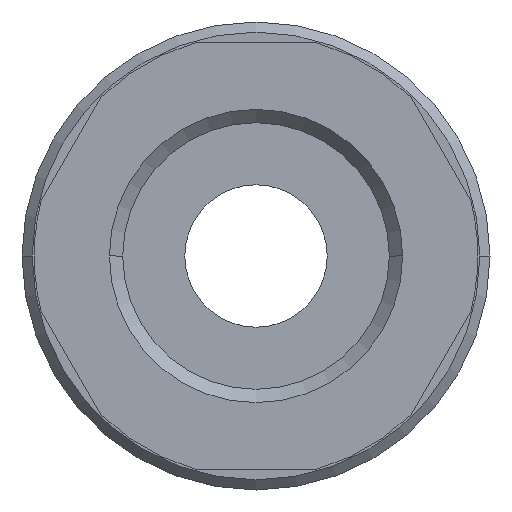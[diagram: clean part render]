
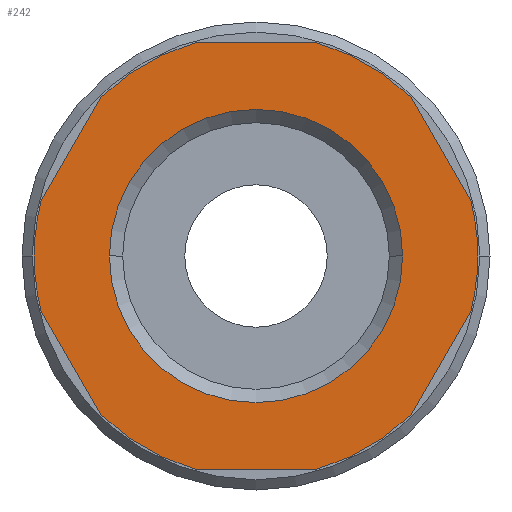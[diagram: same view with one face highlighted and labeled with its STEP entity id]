
A CAD part, front view. The second image highlights one B-rep face of the part: STEP entity #242.
In plain terms, the highlighted planar face has unit normal (0, -1, 0).
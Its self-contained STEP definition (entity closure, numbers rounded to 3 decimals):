
#242=ADVANCED_FACE('',(#535,#536),#537,.T.);
#535=FACE_BOUND('',#874,.T.);
#536=FACE_OUTER_BOUND('',#875,.T.);
#537=PLANE('',#876);
#874=EDGE_LOOP('',(#1491,#1492));
#875=EDGE_LOOP('',(#1493,#1494,#1495,#1496,#1497,#1498,#1499,#1500,#1501,#1502,#1503,#1504,#1505,#1506));
#876=AXIS2_PLACEMENT_3D('',#1507,#1508,#1509);
#1491=ORIENTED_EDGE('',*,*,#1912,.T.);
#1492=ORIENTED_EDGE('',*,*,#2111,.T.);
#1493=ORIENTED_EDGE('',*,*,#2134,.T.);
#1494=ORIENTED_EDGE('',*,*,#1919,.F.);
#1495=ORIENTED_EDGE('',*,*,#2135,.T.);
#1496=ORIENTED_EDGE('',*,*,#2001,.F.);
#1497=ORIENTED_EDGE('',*,*,#1982,.T.);
#1498=ORIENTED_EDGE('',*,*,#2136,.F.);
#1499=ORIENTED_EDGE('',*,*,#2137,.F.);
#1500=ORIENTED_EDGE('',*,*,#2138,.T.);
#1501=ORIENTED_EDGE('',*,*,#1939,.F.);
#1502=ORIENTED_EDGE('',*,*,#2139,.T.);
#1503=ORIENTED_EDGE('',*,*,#1979,.F.);
#1504=ORIENTED_EDGE('',*,*,#2140,.T.);
#1505=ORIENTED_EDGE('',*,*,#2141,.F.);
#1506=ORIENTED_EDGE('',*,*,#2142,.F.);
#1507=CARTESIAN_POINT('',(5.45,0.0,0.0));
#1508=DIRECTION('',(-0.0,-1.0,-0.0));
#1509=DIRECTION('',(-1.0,0.0,0.0));
#1912=EDGE_CURVE('',#2248,#2246,#2249,.T.);
#1919=EDGE_CURVE('',#2259,#2254,#2261,.T.);
#1939=EDGE_CURVE('',#2295,#2290,#2297,.T.);
#1979=EDGE_CURVE('',#2365,#2360,#2367,.T.);
#1982=EDGE_CURVE('',#2372,#2369,#2373,.T.);
#2001=EDGE_CURVE('',#2372,#2398,#2402,.T.);
#2111=EDGE_CURVE('',#2246,#2248,#2553,.T.);
#2134=EDGE_CURVE('',#2586,#2254,#2587,.T.);
#2135=EDGE_CURVE('',#2259,#2398,#2588,.T.);
#2136=EDGE_CURVE('',#2589,#2369,#2590,.T.);
#2137=EDGE_CURVE('',#2591,#2589,#2592,.T.);
#2138=EDGE_CURVE('',#2591,#2290,#2593,.T.);
#2139=EDGE_CURVE('',#2295,#2360,#2594,.T.);
#2140=EDGE_CURVE('',#2365,#2595,#2596,.T.);
#2141=EDGE_CURVE('',#2597,#2595,#2598,.T.);
#2142=EDGE_CURVE('',#2586,#2597,#2599,.T.);
#2246=VERTEX_POINT('',#2716);
#2248=VERTEX_POINT('',#2719);
#2249=CIRCLE('',#2720,7.205);
#2254=VERTEX_POINT('',#2726);
#2259=VERTEX_POINT('',#2732);
#2261=CIRCLE('',#2735,10.9);
#2290=VERTEX_POINT('',#2770);
#2295=VERTEX_POINT('',#2776);
#2297=CIRCLE('',#2779,10.9);
#2360=VERTEX_POINT('',#2914);
#2365=VERTEX_POINT('',#2920);
#2367=CIRCLE('',#2923,10.9);
#2369=VERTEX_POINT('',#2925);
#2372=VERTEX_POINT('',#2929);
#2373=LINE('',#2930,#2931);
#2398=VERTEX_POINT('',#2982);
#2402=CIRCLE('',#2987,10.9);
#2553=CIRCLE('',#3320,7.205);
#2586=VERTEX_POINT('',#3359);
#2587=LINE('',#3360,#3361);
#2588=LINE('',#3362,#3363);
#2589=VERTEX_POINT('',#3364);
#2590=CIRCLE('',#3365,10.9);
#2591=VERTEX_POINT('',#3366);
#2592=CIRCLE('',#3367,10.9);
#2593=LINE('',#3368,#3369);
#2594=LINE('',#3370,#3371);
#2595=VERTEX_POINT('',#3372);
#2596=LINE('',#3373,#3374);
#2597=VERTEX_POINT('',#3375);
#2598=CIRCLE('',#3376,10.9);
#2599=CIRCLE('',#3377,10.9);
#2716=CARTESIAN_POINT('',(7.205,0.0,0.));
#2719=CARTESIAN_POINT('',(-7.205,0.0,0.));
#2720=AXIS2_PLACEMENT_3D('',#3541,#3542,#3543);
#2726=CARTESIAN_POINT('',(-7.63,0.0,-7.784));
#2732=CARTESIAN_POINT('',(-2.926,0.0,-10.5));
#2735=AXIS2_PLACEMENT_3D('',#3553,#3554,#3555);
#2770=CARTESIAN_POINT('',(7.63,0.0,7.784));
#2776=CARTESIAN_POINT('',(2.926,0.0,10.5));
#2779=AXIS2_PLACEMENT_3D('',#3585,#3586,#3587);
#2914=CARTESIAN_POINT('',(-2.926,0.0,10.5));
#2920=CARTESIAN_POINT('',(-7.63,0.0,7.784));
#2923=AXIS2_PLACEMENT_3D('',#3650,#3651,#3652);
#2925=CARTESIAN_POINT('',(10.556,0.0,-2.716));
#2929=CARTESIAN_POINT('',(7.63,0.0,-7.784));
#2930=CARTESIAN_POINT('',(9.775,0.0,-4.07));
#2931=VECTOR('',#3654,1.0);
#2982=CARTESIAN_POINT('',(2.926,0.0,-10.5));
#2987=AXIS2_PLACEMENT_3D('',#3681,#3682,#3683);
#3320=AXIS2_PLACEMENT_3D('',#3820,#3821,#3822);
#3359=CARTESIAN_POINT('',(-10.556,0.0,-2.716));
#3360=CARTESIAN_POINT('',(-8.412,0.0,-6.43));
#3361=VECTOR('',#3853,1.0);
#3362=CARTESIAN_POINT('',(2.725,0.0,-10.5));
#3363=VECTOR('',#3854,1.0);
#3364=CARTESIAN_POINT('',(10.9,0.0,0.));
#3365=AXIS2_PLACEMENT_3D('',#3855,#3856,#3857);
#3366=CARTESIAN_POINT('',(10.556,0.0,2.716));
#3367=AXIS2_PLACEMENT_3D('',#3858,#3859,#3860);
#3368=CARTESIAN_POINT('',(9.775,0.0,4.07));
#3369=VECTOR('',#3861,1.0);
#3370=CARTESIAN_POINT('',(2.725,0.0,10.5));
#3371=VECTOR('',#3862,1.0);
#3372=CARTESIAN_POINT('',(-10.556,0.0,2.716));
#3373=CARTESIAN_POINT('',(-8.412,0.0,6.43));
#3374=VECTOR('',#3863,1.0);
#3375=CARTESIAN_POINT('',(-10.9,0.0,0.));
#3376=AXIS2_PLACEMENT_3D('',#3864,#3865,#3866);
#3377=AXIS2_PLACEMENT_3D('',#3867,#3868,#3869);
#3541=CARTESIAN_POINT('',(0.0,0.0,0.0));
#3542=DIRECTION('',(-0.0,1.0,0.0));
#3543=DIRECTION('',(1.0,0.0,0.0));
#3553=CARTESIAN_POINT('',(0.0,0.0,0.0));
#3554=DIRECTION('',(-0.0,1.0,0.0));
#3555=DIRECTION('',(1.0,0.0,0.0));
#3585=CARTESIAN_POINT('',(0.0,0.0,0.0));
#3586=DIRECTION('',(-0.0,1.0,0.0));
#3587=DIRECTION('',(1.0,0.0,0.0));
#3650=CARTESIAN_POINT('',(0.0,0.0,0.0));
#3651=DIRECTION('',(-0.0,1.0,0.0));
#3652=DIRECTION('',(1.0,0.0,0.0));
#3654=DIRECTION('',(0.5,-0.0,0.866));
#3681=CARTESIAN_POINT('',(0.0,0.0,0.0));
#3682=DIRECTION('',(-0.0,1.0,0.0));
#3683=DIRECTION('',(1.0,0.0,0.0));
#3820=CARTESIAN_POINT('',(0.0,0.0,0.0));
#3821=DIRECTION('',(-0.0,1.0,0.0));
#3822=DIRECTION('',(1.0,0.0,0.0));
#3853=DIRECTION('',(0.5,0.0,-0.866));
#3854=DIRECTION('',(1.0,-0.0,0.0));
#3855=CARTESIAN_POINT('',(0.0,0.0,0.0));
#3856=DIRECTION('',(-0.0,1.0,0.0));
#3857=DIRECTION('',(1.0,0.0,0.0));
#3858=CARTESIAN_POINT('',(0.0,0.0,0.0));
#3859=DIRECTION('',(-0.0,1.0,0.0));
#3860=DIRECTION('',(1.0,0.0,0.0));
#3861=DIRECTION('',(-0.5,0.0,0.866));
#3862=DIRECTION('',(-1.0,0.0,0.));
#3863=DIRECTION('',(-0.5,0.0,-0.866));
#3864=CARTESIAN_POINT('',(0.0,0.0,0.0));
#3865=DIRECTION('',(-0.0,1.0,0.0));
#3866=DIRECTION('',(1.0,0.0,0.0));
#3867=CARTESIAN_POINT('',(0.0,0.0,0.0));
#3868=DIRECTION('',(-0.0,1.0,0.0));
#3869=DIRECTION('',(1.0,0.0,0.0));
